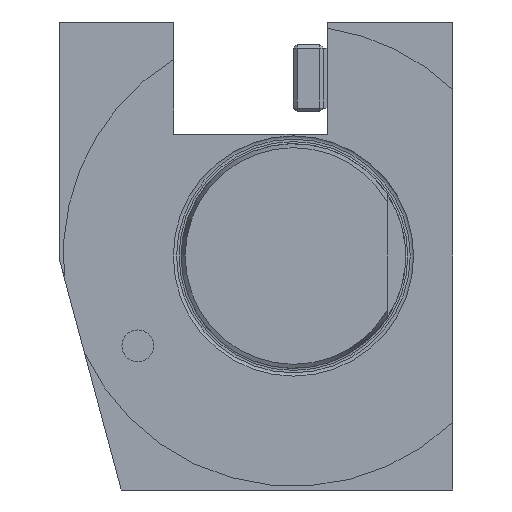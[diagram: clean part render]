
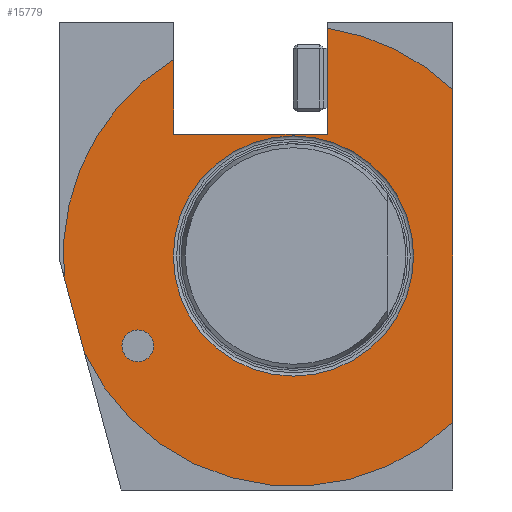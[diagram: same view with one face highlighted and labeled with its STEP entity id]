
A CAD part, front view. The second image highlights one B-rep face of the part: STEP entity #15779.
In plain terms, the highlighted planar face has unit normal (0, -1, 0).
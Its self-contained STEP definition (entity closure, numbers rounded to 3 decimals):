
#17 = CIRCLE ( 'NONE', #3043, 32.095 ) ;
#104 = VECTOR ( 'NONE', #14215, 1000. ) ;
#156 = CARTESIAN_POINT ( 'NONE',  ( 0., 0., 0. ) ) ;
#324 = ORIENTED_EDGE ( 'NONE', *, *, #7961, .T. ) ;
#591 = EDGE_CURVE ( 'NONE', #1626, #6969, #8956, .T. ) ;
#1460 = EDGE_LOOP ( 'NONE', ( #16243, #10659, #324, #12086, #15850, #6270, #4254, #10813 ) ) ;
#1626 = VERTEX_POINT ( 'NONE', #8584 ) ;
#1688 = EDGE_LOOP ( 'NONE', ( #4467 ) ) ;
#1873 = CIRCLE ( 'NONE', #9780, 4.25 ) ;
#2092 = VERTEX_POINT ( 'NONE', #12816 ) ;
#2321 = LINE ( 'NONE', #7151, #104 ) ;
#2369 = VECTOR ( 'NONE', #15334, 1000. ) ;
#2600 = VERTEX_POINT ( 'NONE', #5494 ) ;
#2698 = EDGE_CURVE ( 'NONE', #2092, #12988, #14463, .T. ) ;
#2857 = VECTOR ( 'NONE', #14771, 1000. ) ;
#3043 = AXIS2_PLACEMENT_3D ( 'NONE', #7905, #12185, #18021 ) ;
#3168 = EDGE_CURVE ( 'NONE', #6126, #2600, #4195, .T. ) ;
#3392 = DIRECTION ( 'NONE',  ( 0., 1., 0. ) ) ;
#3674 = DIRECTION ( 'NONE',  ( 1., 0., 0. ) ) ;
#3866 = EDGE_CURVE ( 'NONE', #10565, #6249, #2321, .T. ) ;
#4195 = LINE ( 'NONE', #8693, #4893 ) ;
#4241 = CARTESIAN_POINT ( 'NONE',  ( -60.697, 0., -7.649 ) ) ;
#4254 = ORIENTED_EDGE ( 'NONE', *, *, #8339, .F. ) ;
#4465 = DIRECTION ( 'NONE',  ( -1., 0., 0. ) ) ;
#4467 = ORIENTED_EDGE ( 'NONE', *, *, #16419, .F. ) ;
#4562 = VERTEX_POINT ( 'NONE', #16118 ) ;
#4734 = CARTESIAN_POINT ( 'NONE',  ( 0., 0., 0. ) ) ;
#4893 = VECTOR ( 'NONE', #5824, 1000. ) ;
#5212 = FACE_BOUND ( 'NONE', #1688, .T. ) ;
#5318 = CIRCLE ( 'NONE', #15967, 61.5 ) ;
#5368 = AXIS2_PLACEMENT_3D ( 'NONE', #7333, #17546, #4465 ) ;
#5494 = CARTESIAN_POINT ( 'NONE',  ( 9., 0., 32.5 ) ) ;
#5824 = DIRECTION ( 'NONE',  ( 0., 0., -1. ) ) ;
#5925 = EDGE_CURVE ( 'NONE', #6126, #6969, #6595, .T. ) ;
#6126 = VERTEX_POINT ( 'NONE', #13390 ) ;
#6170 = DIRECTION ( 'NONE',  ( -1., 0., 0. ) ) ;
#6249 = VERTEX_POINT ( 'NONE', #11095 ) ;
#6270 = ORIENTED_EDGE ( 'NONE', *, *, #2698, .T. ) ;
#6595 = CIRCLE ( 'NONE', #5368, 61.5 ) ;
#6904 = CARTESIAN_POINT ( 'NONE',  ( -55.844, 0., -25.763 ) ) ;
#6969 = VERTEX_POINT ( 'NONE', #10629 ) ;
#7044 = CARTESIAN_POINT ( 'NONE',  ( 32.095, 0., 0. ) ) ;
#7151 = CARTESIAN_POINT ( 'NONE',  ( -32., 0., 0. ) ) ;
#7333 = CARTESIAN_POINT ( 'NONE',  ( 0., 0., 0. ) ) ;
#7905 = CARTESIAN_POINT ( 'NONE',  ( 0., 0., 0. ) ) ;
#7961 = EDGE_CURVE ( 'NONE', #2600, #10565, #10939, .T. ) ;
#8339 = EDGE_CURVE ( 'NONE', #1626, #12988, #5318, .T. ) ;
#8437 = FACE_OUTER_BOUND ( 'NONE', #1460, .T. ) ;
#8584 = CARTESIAN_POINT ( 'NONE',  ( 42.5, 0., -44.452 ) ) ;
#8614 = DIRECTION ( 'NONE',  ( -1., 0., 0. ) ) ;
#8693 = CARTESIAN_POINT ( 'NONE',  ( 9., 0., 0. ) ) ;
#8956 = LINE ( 'NONE', #9336, #2857 ) ;
#9336 = CARTESIAN_POINT ( 'NONE',  ( 42.5, 0., 0. ) ) ;
#9780 = AXIS2_PLACEMENT_3D ( 'NONE', #12521, #11176, #11072 ) ;
#10565 = VERTEX_POINT ( 'NONE', #18165 ) ;
#10629 = CARTESIAN_POINT ( 'NONE',  ( 42.5, 0., 44.452 ) ) ;
#10659 = ORIENTED_EDGE ( 'NONE', *, *, #3168, .T. ) ;
#10813 = ORIENTED_EDGE ( 'NONE', *, *, #591, .T. ) ;
#10939 = LINE ( 'NONE', #12385, #2369 ) ;
#11014 = FACE_BOUND ( 'NONE', #18729, .T. ) ;
#11072 = DIRECTION ( 'NONE',  ( 1., 0., 0. ) ) ;
#11095 = CARTESIAN_POINT ( 'NONE',  ( -32., 0., 52.519 ) ) ;
#11176 = DIRECTION ( 'NONE',  ( 0., -1., 0. ) ) ;
#11291 = CIRCLE ( 'NONE', #13729, 61.5 ) ;
#12086 = ORIENTED_EDGE ( 'NONE', *, *, #3866, .T. ) ;
#12185 = DIRECTION ( 'NONE',  ( 0., -1., 0. ) ) ;
#12385 = CARTESIAN_POINT ( 'NONE',  ( -32.15, 0., 32.5 ) ) ;
#12521 = CARTESIAN_POINT ( 'NONE',  ( -41.569, 0., -24. ) ) ;
#12551 = PLANE ( 'NONE',  #14019 ) ;
#12816 = CARTESIAN_POINT ( 'NONE',  ( -61.244, 0., -5.61 ) ) ;
#12847 = EDGE_CURVE ( 'NONE', #15646, #15646, #17, .T. ) ;
#12914 = DIRECTION ( 'NONE',  ( 0., 1., 0. ) ) ;
#12988 = VERTEX_POINT ( 'NONE', #6904 ) ;
#13021 = DIRECTION ( 'NONE',  ( 0.259, 0., -0.966 ) ) ;
#13338 = ORIENTED_EDGE ( 'NONE', *, *, #12847, .F. ) ;
#13390 = CARTESIAN_POINT ( 'NONE',  ( 9., 0., 60.838 ) ) ;
#13729 = AXIS2_PLACEMENT_3D ( 'NONE', #156, #12914, #8614 ) ;
#14019 = AXIS2_PLACEMENT_3D ( 'NONE', #16737, #14256, #3674 ) ;
#14215 = DIRECTION ( 'NONE',  ( 0., 0., 1. ) ) ;
#14256 = DIRECTION ( 'NONE',  ( 0., -1., 0. ) ) ;
#14463 = LINE ( 'NONE', #4241, #16904 ) ;
#14771 = DIRECTION ( 'NONE',  ( 0., 0., 1. ) ) ;
#15334 = DIRECTION ( 'NONE',  ( -1., 0., 0. ) ) ;
#15646 = VERTEX_POINT ( 'NONE', #7044 ) ;
#15779 = ADVANCED_FACE ( 'Defeature completata2_4', ( #8437, #5212, #11014 ), #12551, .T. ) ;
#15850 = ORIENTED_EDGE ( 'NONE', *, *, #16191, .F. ) ;
#15967 = AXIS2_PLACEMENT_3D ( 'NONE', #4734, #3392, #6170 ) ;
#16118 = CARTESIAN_POINT ( 'NONE',  ( -37.319, 0., -24. ) ) ;
#16191 = EDGE_CURVE ( 'NONE', #2092, #6249, #11291, .T. ) ;
#16243 = ORIENTED_EDGE ( 'NONE', *, *, #5925, .F. ) ;
#16419 = EDGE_CURVE ( 'NONE', #4562, #4562, #1873, .T. ) ;
#16737 = CARTESIAN_POINT ( 'NONE',  ( -32.15, 0., 0. ) ) ;
#16904 = VECTOR ( 'NONE', #13021, 1000. ) ;
#17546 = DIRECTION ( 'NONE',  ( 0., 1., 0. ) ) ;
#18021 = DIRECTION ( 'NONE',  ( 1., 0., 0. ) ) ;
#18165 = CARTESIAN_POINT ( 'NONE',  ( -32., 0., 32.5 ) ) ;
#18729 = EDGE_LOOP ( 'NONE', ( #13338 ) ) ;
